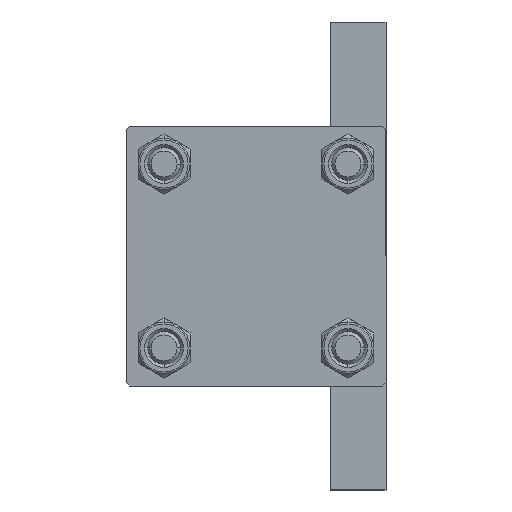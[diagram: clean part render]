
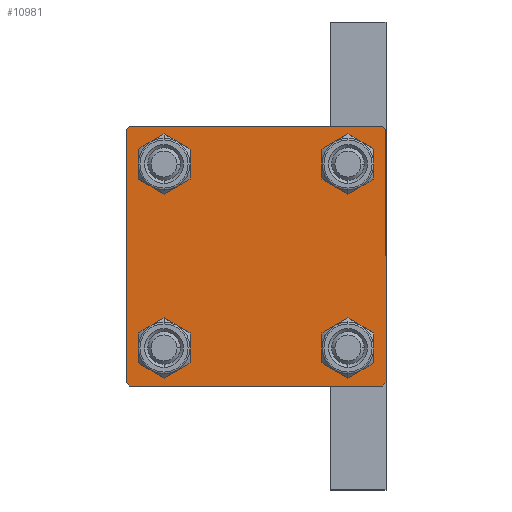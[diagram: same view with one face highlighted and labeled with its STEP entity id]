
A CAD part, left-side view. The second image highlights one B-rep face of the part: STEP entity #10981.
In plain terms, the highlighted planar face has unit normal (-1, 0, 0).
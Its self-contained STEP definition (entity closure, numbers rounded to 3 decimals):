
#377 = VERTEX_POINT ( 'NONE', #43868 ) ;
#540 = CARTESIAN_POINT ( 'NONE',  ( 0., -14.15, 17.15 ) ) ;
#849 = VERTEX_POINT ( 'NONE', #5141 ) ;
#2009 = CARTESIAN_POINT ( 'NONE',  ( 0., -14.15, -17.15 ) ) ;
#2074 = DIRECTION ( 'NONE',  ( -1., 0., 0. ) ) ;
#2292 = ORIENTED_EDGE ( 'NONE', *, *, #33620, .T. ) ;
#2551 = DIRECTION ( 'NONE',  ( 0., 0., 1. ) ) ;
#2566 = CARTESIAN_POINT ( 'NONE',  ( 0., 19.75, 19.75 ) ) ;
#2621 = CARTESIAN_POINT ( 'NONE',  ( 0., -14.15, -14.15 ) ) ;
#3701 = ORIENTED_EDGE ( 'NONE', *, *, #45466, .T. ) ;
#4146 = EDGE_CURVE ( 'NONE', #44056, #20769, #4981, .T. ) ;
#4462 = EDGE_CURVE ( 'NONE', #44056, #28822, #43247, .T. ) ;
#4981 = LINE ( 'NONE', #19698, #4999 ) ;
#4999 = VECTOR ( 'NONE', #34392, 1000. ) ;
#5141 = CARTESIAN_POINT ( 'NONE',  ( 0., 14.15, -11.15 ) ) ;
#5577 = EDGE_CURVE ( 'NONE', #29468, #28314, #21326, .T. ) ;
#5669 = ORIENTED_EDGE ( 'NONE', *, *, #45767, .F. ) ;
#5690 = DIRECTION ( 'NONE',  ( 0., 0., 1. ) ) ;
#5830 = ORIENTED_EDGE ( 'NONE', *, *, #36023, .T. ) ;
#5928 = FACE_OUTER_BOUND ( 'NONE', #40042, .T. ) ;
#5969 = EDGE_CURVE ( 'NONE', #38191, #377, #31853, .T. ) ;
#6611 = CIRCLE ( 'NONE', #28191, 3. ) ;
#6888 = DIRECTION ( 'NONE',  ( 0., 0., 1. ) ) ;
#7245 = ORIENTED_EDGE ( 'NONE', *, *, #28646, .T. ) ;
#7595 = CARTESIAN_POINT ( 'NONE',  ( 0., 14.15, -14.15 ) ) ;
#8220 = ORIENTED_EDGE ( 'NONE', *, *, #34879, .T. ) ;
#9139 = DIRECTION ( 'NONE',  ( 0., 0., 1. ) ) ;
#9647 = DIRECTION ( 'NONE',  ( 0., 0., 1. ) ) ;
#9946 = ORIENTED_EDGE ( 'NONE', *, *, #47672, .T. ) ;
#10042 = DIRECTION ( 'NONE',  ( 0., 0., 1. ) ) ;
#10981 = ADVANCED_FACE ( 'NONE', ( #42595, #34863, #42830, #12935, #5928 ), #16548, .T. ) ;
#11398 = LINE ( 'NONE', #26098, #40221 ) ;
#12480 = CARTESIAN_POINT ( 'NONE',  ( 0., -20., 19.5 ) ) ;
#12935 = FACE_BOUND ( 'NONE', #14468, .T. ) ;
#13185 = VERTEX_POINT ( 'NONE', #540 ) ;
#13634 = ORIENTED_EDGE ( 'NONE', *, *, #34626, .T. ) ;
#13943 = DIRECTION ( 'NONE',  ( 1., 0., 0. ) ) ;
#14413 = CARTESIAN_POINT ( 'NONE',  ( 0., -19.5, 20. ) ) ;
#14468 = EDGE_LOOP ( 'NONE', ( #15720, #16096 ) ) ;
#14839 = LINE ( 'NONE', #29525, #23284 ) ;
#15081 = VERTEX_POINT ( 'NONE', #31755 ) ;
#15720 = ORIENTED_EDGE ( 'NONE', *, *, #5577, .T. ) ;
#16096 = ORIENTED_EDGE ( 'NONE', *, *, #26405, .T. ) ;
#16334 = EDGE_CURVE ( 'NONE', #32264, #45969, #30501, .T. ) ;
#16548 = PLANE ( 'NONE',  #17098 ) ;
#16672 = DIRECTION ( 'NONE',  ( 1., 0., 0. ) ) ;
#16841 = CARTESIAN_POINT ( 'NONE',  ( 0., 14.15, -14.15 ) ) ;
#16863 = CIRCLE ( 'NONE', #39193, 3. ) ;
#17098 = AXIS2_PLACEMENT_3D ( 'NONE', #31244, #2074, #5690 ) ;
#17456 = CARTESIAN_POINT ( 'NONE',  ( 0., -20., -19.5 ) ) ;
#18234 = ORIENTED_EDGE ( 'NONE', *, *, #23201, .T. ) ;
#18425 = VECTOR ( 'NONE', #31189, 1000. ) ;
#18754 = ORIENTED_EDGE ( 'NONE', *, *, #5969, .T. ) ;
#19698 = CARTESIAN_POINT ( 'NONE',  ( 0., -19.75, 19.75 ) ) ;
#20424 = LINE ( 'NONE', #2566, #20778 ) ;
#20769 = VERTEX_POINT ( 'NONE', #14413 ) ;
#20778 = VECTOR ( 'NONE', #38747, 1000. ) ;
#21290 = AXIS2_PLACEMENT_3D ( 'NONE', #2621, #13943, #9647 ) ;
#21326 = CIRCLE ( 'NONE', #41372, 3. ) ;
#21346 = CARTESIAN_POINT ( 'NONE',  ( 0., -14.15, -14.15 ) ) ;
#21835 = CARTESIAN_POINT ( 'NONE',  ( 0., 14.15, 17.15 ) ) ;
#21940 = AXIS2_PLACEMENT_3D ( 'NONE', #21346, #35572, #2551 ) ;
#22303 = EDGE_LOOP ( 'NONE', ( #40463, #18234 ) ) ;
#22696 = VERTEX_POINT ( 'NONE', #2009 ) ;
#23201 = EDGE_CURVE ( 'NONE', #22696, #44136, #42750, .T. ) ;
#23284 = VECTOR ( 'NONE', #36060, 1000. ) ;
#23573 = CIRCLE ( 'NONE', #29701, 3. ) ;
#23798 = DIRECTION ( 'NONE',  ( 1., 0., 0. ) ) ;
#24147 = DIRECTION ( 'NONE',  ( 0., 0., 1. ) ) ;
#24393 = DIRECTION ( 'NONE',  ( 0., -1., 0. ) ) ;
#24446 = CARTESIAN_POINT ( 'NONE',  ( 0., -20., 20. ) ) ;
#24677 = DIRECTION ( 'NONE',  ( 0., 0., -1. ) ) ;
#25970 = VERTEX_POINT ( 'NONE', #31152 ) ;
#26098 = CARTESIAN_POINT ( 'NONE',  ( 0., 20., 20. ) ) ;
#26290 = CARTESIAN_POINT ( 'NONE',  ( 0., 19.5, -20. ) ) ;
#26405 = EDGE_CURVE ( 'NONE', #28314, #29468, #23573, .T. ) ;
#26943 = CIRCLE ( 'NONE', #34530, 3. ) ;
#27104 = LINE ( 'NONE', #46395, #18425 ) ;
#27452 = EDGE_CURVE ( 'NONE', #44136, #22696, #32809, .T. ) ;
#28191 = AXIS2_PLACEMENT_3D ( 'NONE', #38746, #23798, #35124 ) ;
#28314 = VERTEX_POINT ( 'NONE', #42912 ) ;
#28646 = EDGE_CURVE ( 'NONE', #849, #15081, #41371, .T. ) ;
#28816 = DIRECTION ( 'NONE',  ( 1., 0., 0. ) ) ;
#28822 = VERTEX_POINT ( 'NONE', #17456 ) ;
#29468 = VERTEX_POINT ( 'NONE', #21835 ) ;
#29525 = CARTESIAN_POINT ( 'NONE',  ( 0., -19.75, -19.75 ) ) ;
#29701 = AXIS2_PLACEMENT_3D ( 'NONE', #35457, #16672, #24147 ) ;
#30501 = LINE ( 'NONE', #31463, #36321 ) ;
#31152 = CARTESIAN_POINT ( 'NONE',  ( 0., 19.5, 20. ) ) ;
#31189 = DIRECTION ( 'NONE',  ( 0., -0.707, -0.707 ) ) ;
#31223 = DIRECTION ( 'NONE',  ( 0., 0., -1. ) ) ;
#31244 = CARTESIAN_POINT ( 'NONE',  ( 0., 0., 0. ) ) ;
#31463 = CARTESIAN_POINT ( 'NONE',  ( 0., 20., 20. ) ) ;
#31755 = CARTESIAN_POINT ( 'NONE',  ( 0., 14.15, -17.15 ) ) ;
#31853 = LINE ( 'NONE', #36351, #40565 ) ;
#32264 = VERTEX_POINT ( 'NONE', #46502 ) ;
#32612 = CARTESIAN_POINT ( 'NONE',  ( 0., 14.15, 14.15 ) ) ;
#32800 = ORIENTED_EDGE ( 'NONE', *, *, #4462, .F. ) ;
#32809 = CIRCLE ( 'NONE', #21290, 3. ) ;
#33167 = ORIENTED_EDGE ( 'NONE', *, *, #16334, .T. ) ;
#33620 = EDGE_CURVE ( 'NONE', #45969, #38191, #27104, .T. ) ;
#34392 = DIRECTION ( 'NONE',  ( 0., 0.707, 0.707 ) ) ;
#34530 = AXIS2_PLACEMENT_3D ( 'NONE', #16841, #46262, #9139 ) ;
#34587 = EDGE_LOOP ( 'NONE', ( #9946, #5830 ) ) ;
#34626 = EDGE_CURVE ( 'NONE', #25970, #32264, #20424, .T. ) ;
#34863 = FACE_BOUND ( 'NONE', #22303, .T. ) ;
#34870 = CARTESIAN_POINT ( 'NONE',  ( 0., -14.15, 14.15 ) ) ;
#34879 = EDGE_CURVE ( 'NONE', #15081, #849, #26943, .T. ) ;
#35124 = DIRECTION ( 'NONE',  ( 0., 0., 1. ) ) ;
#35457 = CARTESIAN_POINT ( 'NONE',  ( 0., 14.15, 14.15 ) ) ;
#35572 = DIRECTION ( 'NONE',  ( 1., 0., 0. ) ) ;
#35941 = AXIS2_PLACEMENT_3D ( 'NONE', #7595, #28816, #6888 ) ;
#36023 = EDGE_CURVE ( 'NONE', #38007, #13185, #16863, .T. ) ;
#36060 = DIRECTION ( 'NONE',  ( 0., -0.707, 0.707 ) ) ;
#36321 = VECTOR ( 'NONE', #31223, 1000. ) ;
#36351 = CARTESIAN_POINT ( 'NONE',  ( 0., 20., -20. ) ) ;
#37780 = CARTESIAN_POINT ( 'NONE',  ( 0., -14.15, -11.15 ) ) ;
#38007 = VERTEX_POINT ( 'NONE', #44977 ) ;
#38191 = VERTEX_POINT ( 'NONE', #26290 ) ;
#38746 = CARTESIAN_POINT ( 'NONE',  ( 0., -14.15, 14.15 ) ) ;
#38747 = DIRECTION ( 'NONE',  ( 0., 0.707, -0.707 ) ) ;
#39175 = EDGE_LOOP ( 'NONE', ( #7245, #8220 ) ) ;
#39193 = AXIS2_PLACEMENT_3D ( 'NONE', #34870, #43069, #10042 ) ;
#40042 = EDGE_LOOP ( 'NONE', ( #33167, #2292, #18754, #3701, #32800, #41657, #5669, #13634 ) ) ;
#40221 = VECTOR ( 'NONE', #40818, 1000. ) ;
#40376 = CARTESIAN_POINT ( 'NONE',  ( 0., 20., -19.5 ) ) ;
#40463 = ORIENTED_EDGE ( 'NONE', *, *, #27452, .T. ) ;
#40565 = VECTOR ( 'NONE', #24393, 1000. ) ;
#40818 = DIRECTION ( 'NONE',  ( 0., -1., 0. ) ) ;
#41371 = CIRCLE ( 'NONE', #35941, 3. ) ;
#41372 = AXIS2_PLACEMENT_3D ( 'NONE', #32612, #47339, #46866 ) ;
#41657 = ORIENTED_EDGE ( 'NONE', *, *, #4146, .T. ) ;
#42595 = FACE_BOUND ( 'NONE', #34587, .T. ) ;
#42750 = CIRCLE ( 'NONE', #21940, 3. ) ;
#42830 = FACE_BOUND ( 'NONE', #39175, .T. ) ;
#42912 = CARTESIAN_POINT ( 'NONE',  ( 0., 14.15, 11.15 ) ) ;
#43069 = DIRECTION ( 'NONE',  ( 1., 0., 0. ) ) ;
#43247 = LINE ( 'NONE', #24446, #46619 ) ;
#43868 = CARTESIAN_POINT ( 'NONE',  ( 0., -19.5, -20. ) ) ;
#44056 = VERTEX_POINT ( 'NONE', #12480 ) ;
#44136 = VERTEX_POINT ( 'NONE', #37780 ) ;
#44977 = CARTESIAN_POINT ( 'NONE',  ( 0., -14.15, 11.15 ) ) ;
#45466 = EDGE_CURVE ( 'NONE', #377, #28822, #14839, .T. ) ;
#45767 = EDGE_CURVE ( 'NONE', #25970, #20769, #11398, .T. ) ;
#45969 = VERTEX_POINT ( 'NONE', #40376 ) ;
#46262 = DIRECTION ( 'NONE',  ( 1., 0., 0. ) ) ;
#46395 = CARTESIAN_POINT ( 'NONE',  ( 0., 19.75, -19.75 ) ) ;
#46502 = CARTESIAN_POINT ( 'NONE',  ( 0., 20., 19.5 ) ) ;
#46619 = VECTOR ( 'NONE', #24677, 1000. ) ;
#46866 = DIRECTION ( 'NONE',  ( 0., 0., 1. ) ) ;
#47339 = DIRECTION ( 'NONE',  ( 1., 0., 0. ) ) ;
#47672 = EDGE_CURVE ( 'NONE', #13185, #38007, #6611, .T. ) ;
